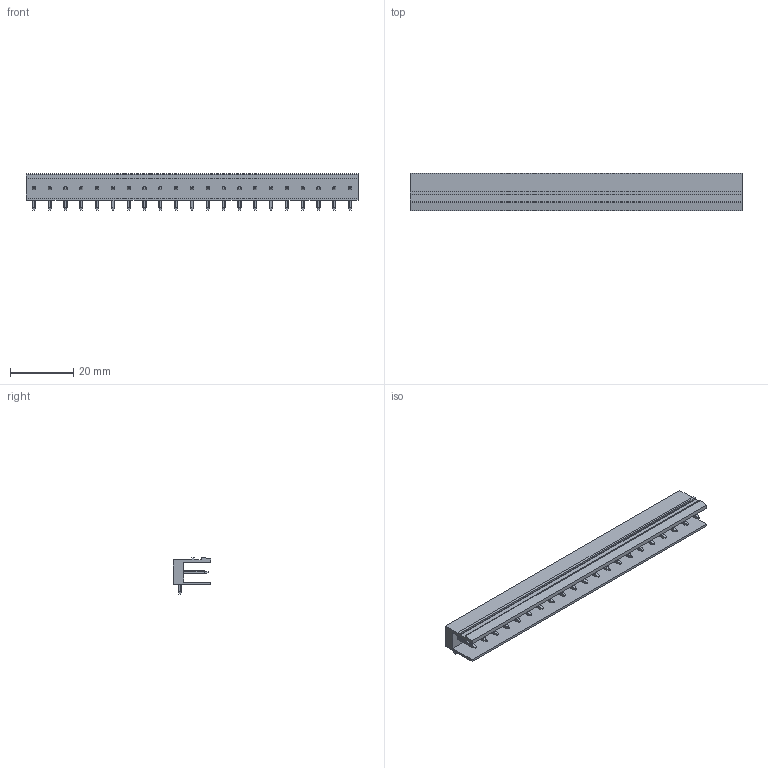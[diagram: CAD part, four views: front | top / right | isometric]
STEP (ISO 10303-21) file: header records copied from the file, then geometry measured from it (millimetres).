
FILE_DESCRIPTION(('CATIA V5 STEP Exchange','CAx-IF Rec.Pracs.--- Model Styling and Organization---1.2---2011-12-15'),'2;1');
FILE_NAME ('D1452880_0_1571310000_1571310000.stp','2018-10-13T05:04:49+00:00',('none'),('Weidmueller'),'CATIA Version 5-6 Release 2014','CATIA V5 STEP AP214','none');
FILE_SCHEMA(('AUTOMOTIVE_DESIGN { 1 0 10303 214 1 1 1 1 }'));
Length unit declared in the file: millimetre
Products named in the file (1): 1571310000
Bounding box: 105 x 12 x 11.7 mm (x, y, z)
Volume: 4700.2 mm3; surface area: 7817 mm2
Topology: 22 solids, 22 shells, 817 faces, 2151 edges, 1378 vertices
Faces by surface type: plane 479, cylinder 338
Entity records: 22618 total; most frequent: CARTESIAN_POINT 5502, ORIENTED_EDGE 4302, EDGE_CURVE 2145, DIRECTION 2113, VERTEX_POINT 1370, VECTOR 1305, LINE 1305, EDGE_LOOP 859
